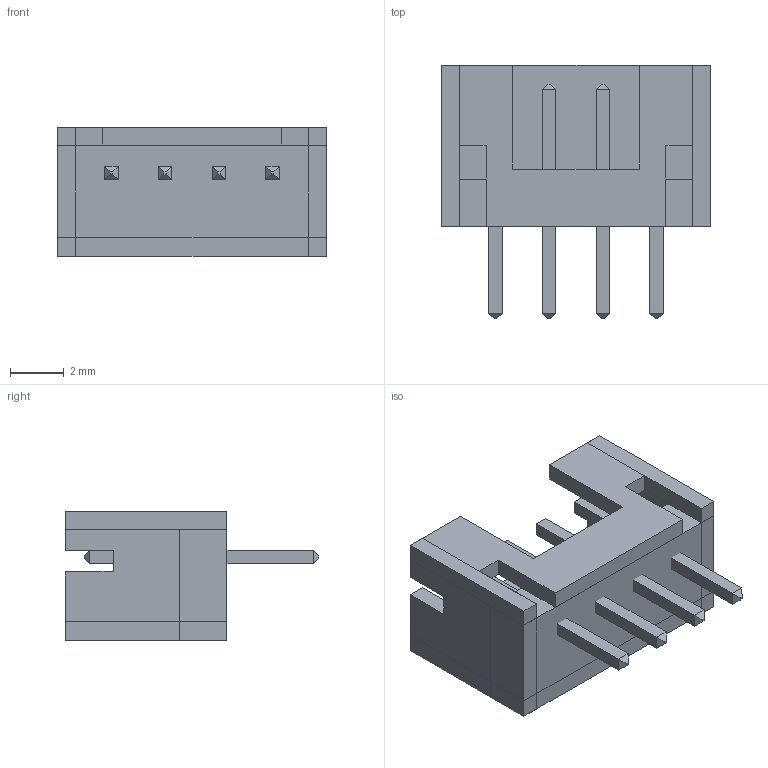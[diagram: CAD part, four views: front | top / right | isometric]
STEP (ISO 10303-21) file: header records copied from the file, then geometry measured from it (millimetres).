
FILE_DESCRIPTION (( 'STEP AP214' ), '1' );
FILE_NAME ('PH4L2_0TV.STEP', '2020-06-07T03:24:12', ( '' ), ( '' ), 'SwSTEP 2.0', 'SolidWorks 2017', '' );
FILE_SCHEMA (( 'AUTOMOTIVE_DESIGN' ));
Length unit declared in the file: millimetre
Products named in the file (2): PH4L2_0TV
Bounding box: 10 x 9.44 x 4.8 mm (x, y, z)
Volume: 182 mm3; surface area: 591.9 mm2
Topology: 9 solids, 9 shells, 106 faces, 232 edges, 144 vertices
Faces by surface type: plane 106
Entity records: 4087 total; most frequent: CARTESIAN_POINT 484, ORIENTED_EDGE 464, DIRECTION 448, VECTOR 232, EDGE_CURVE 232, LINE 232, VERTEX_POINT 144, UNCERTAINTY_MEASURE_WITH_UNIT 117
